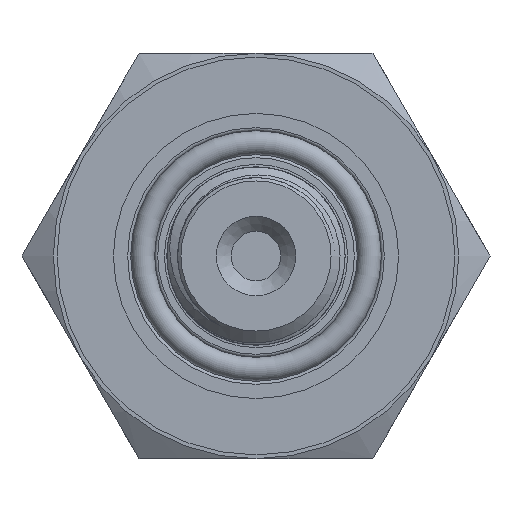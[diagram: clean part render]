
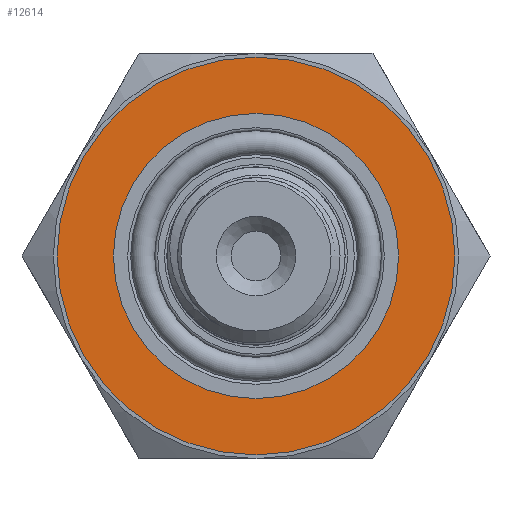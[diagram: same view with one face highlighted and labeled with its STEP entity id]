
A CAD part, left-side view. The second image highlights one B-rep face of the part: STEP entity #12614.
In plain terms, the highlighted planar face has unit normal (-1, 0, 0).
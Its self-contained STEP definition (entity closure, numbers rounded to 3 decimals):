
#523=FACE_BOUND('',#2277,.T.);
#710=PLANE('',#13420);
#1466=FACE_OUTER_BOUND('',#2276,.T.);
#2276=EDGE_LOOP('',(#11720));
#2277=EDGE_LOOP('',(#11721));
#2601=CIRCLE('',#13368,13.25);
#2632=CIRCLE('',#13419,9.5);
#6056=VERTEX_POINT('',#34411);
#6084=VERTEX_POINT('',#35931);
#7913=EDGE_CURVE('',#6056,#6056,#2601,.T.);
#7962=EDGE_CURVE('',#6084,#6084,#2632,.T.);
#11720=ORIENTED_EDGE('',*,*,#7913,.T.);
#11721=ORIENTED_EDGE('',*,*,#7962,.T.);
#12614=ADVANCED_FACE('',(#1466,#523),#710,.T.);
#13368=AXIS2_PLACEMENT_3D('',#34412,#15546,#15547);
#13419=AXIS2_PLACEMENT_3D('',#35932,#15655,#15656);
#13420=AXIS2_PLACEMENT_3D('',#35934,#15658,#15659);
#15546=DIRECTION('center_axis',(-1.,0.,0.));
#15547=DIRECTION('ref_axis',(0.,1.,0.));
#15655=DIRECTION('center_axis',(1.,0.,0.));
#15656=DIRECTION('ref_axis',(0.,0.,-1.));
#15658=DIRECTION('center_axis',(-1.,0.,0.));
#15659=DIRECTION('ref_axis',(0.,0.,1.));
#34411=CARTESIAN_POINT('',(-48.,-13.25,0.));
#34412=CARTESIAN_POINT('Origin',(-48.,0.,0.));
#35931=CARTESIAN_POINT('',(-48.,-9.5,0.));
#35932=CARTESIAN_POINT('Origin',(-48.,0.,0.));
#35934=CARTESIAN_POINT('Origin',(-48.,13.5,0.));
